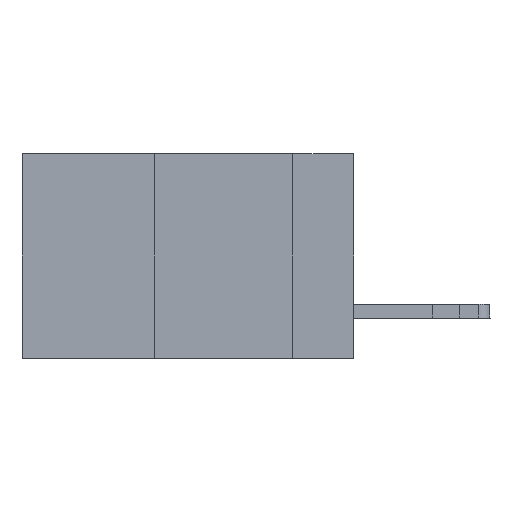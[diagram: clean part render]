
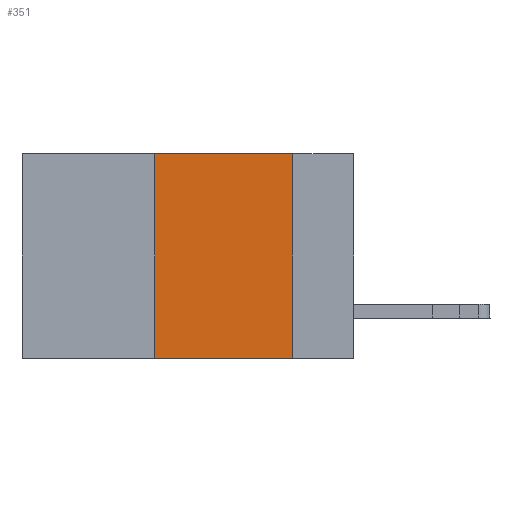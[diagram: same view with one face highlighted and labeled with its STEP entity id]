
A CAD part, left-side view. The second image highlights one B-rep face of the part: STEP entity #351.
In plain terms, the highlighted planar face has unit normal (-1, 0, 0).
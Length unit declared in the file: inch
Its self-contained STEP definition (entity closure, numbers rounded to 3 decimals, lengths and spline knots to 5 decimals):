
#351 = ADVANCED_FACE ( 'NONE', ( #16749 ), #13213, .F. ) ;
#495 = CARTESIAN_POINT ( 'NONE',  ( 0., 0.11, 0. ) ) ;
#1485 = LINE ( 'NONE', #18692, #4185 ) ;
#2333 = EDGE_CURVE ( 'NONE', #25196, #22321, #8112, .T. ) ;
#4101 = LINE ( 'NONE', #10923, #13972 ) ;
#4185 = VECTOR ( 'NONE', #6255, 39.37008 ) ;
#4821 = ORIENTED_EDGE ( 'NONE', *, *, #22953, .F. ) ;
#5513 = ORIENTED_EDGE ( 'NONE', *, *, #2333, .F. ) ;
#6255 = DIRECTION ( 'NONE',  ( 0., 0., -1. ) ) ;
#6305 = LINE ( 'NONE', #11494, #11278 ) ;
#8112 = LINE ( 'NONE', #9787, #12411 ) ;
#8969 = DIRECTION ( 'NONE',  ( 1., 0., 0. ) ) ;
#9787 = CARTESIAN_POINT ( 'NONE',  ( 0., 0.36, 0. ) ) ;
#10923 = CARTESIAN_POINT ( 'NONE',  ( 0., 0.6, 0. ) ) ;
#11172 = DIRECTION ( 'NONE',  ( 0., 0., -1. ) ) ;
#11278 = VECTOR ( 'NONE', #17729, 39.37008 ) ;
#11378 = VERTEX_POINT ( 'NONE', #17851 ) ;
#11494 = CARTESIAN_POINT ( 'NONE',  ( 0., 0.6, -0.37 ) ) ;
#11862 = VERTEX_POINT ( 'NONE', #495 ) ;
#12411 = VECTOR ( 'NONE', #25255, 39.37008 ) ;
#13045 = DIRECTION ( 'NONE',  ( 0., -1., 0. ) ) ;
#13213 = PLANE ( 'NONE',  #20435 ) ;
#13972 = VECTOR ( 'NONE', #13045, 39.37008 ) ;
#16268 = EDGE_CURVE ( 'NONE', #25196, #11378, #6305, .T. ) ;
#16749 = FACE_OUTER_BOUND ( 'NONE', #16943, .T. ) ;
#16943 = EDGE_LOOP ( 'NONE', ( #4821, #22481, #5513, #17672 ) ) ;
#17672 = ORIENTED_EDGE ( 'NONE', *, *, #16268, .T. ) ;
#17729 = DIRECTION ( 'NONE',  ( 0., -1., 0. ) ) ;
#17851 = CARTESIAN_POINT ( 'NONE',  ( 0., 0.11, -0.37 ) ) ;
#18327 = EDGE_CURVE ( 'NONE', #22321, #11862, #4101, .T. ) ;
#18692 = CARTESIAN_POINT ( 'NONE',  ( 0., 0.11, 0. ) ) ;
#18722 = CARTESIAN_POINT ( 'NONE',  ( 0., 0.6, 0. ) ) ;
#20338 = CARTESIAN_POINT ( 'NONE',  ( 0., 0.36, -0.37 ) ) ;
#20435 = AXIS2_PLACEMENT_3D ( 'NONE', #18722, #8969, #11172 ) ;
#22321 = VERTEX_POINT ( 'NONE', #24257 ) ;
#22481 = ORIENTED_EDGE ( 'NONE', *, *, #18327, .F. ) ;
#22953 = EDGE_CURVE ( 'NONE', #11862, #11378, #1485, .T. ) ;
#24257 = CARTESIAN_POINT ( 'NONE',  ( 0., 0.36, 0. ) ) ;
#25196 = VERTEX_POINT ( 'NONE', #20338 ) ;
#25255 = DIRECTION ( 'NONE',  ( 0., 0., 1. ) ) ;
